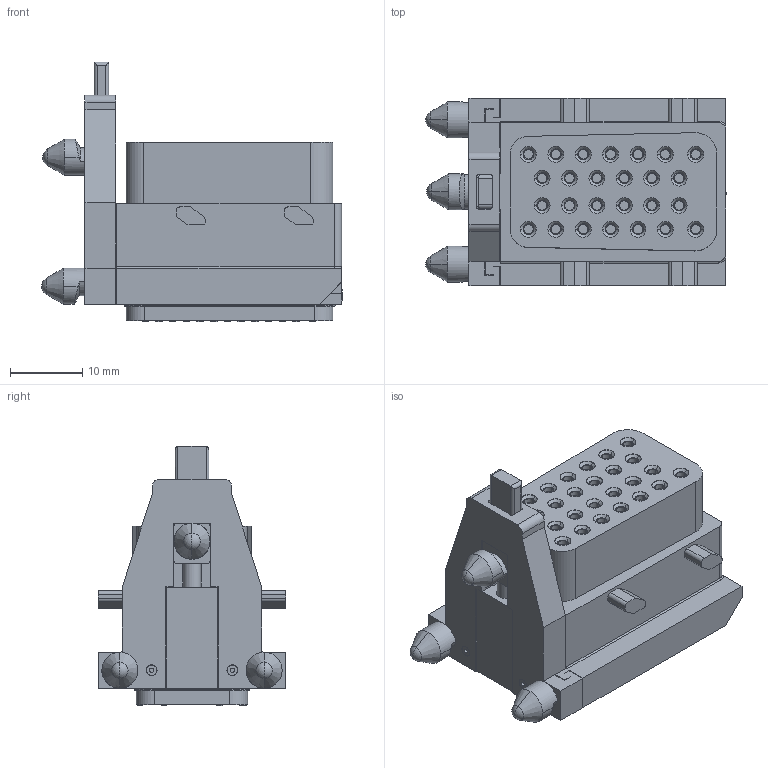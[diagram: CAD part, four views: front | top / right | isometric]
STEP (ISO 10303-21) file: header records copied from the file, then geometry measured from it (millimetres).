
FILE_DESCRIPTION((''),'2;1');
FILE_NAME('00172022000','2019-11-06T',('presta_be4'),(''),'CREO PARAMETRIC BY PTC INC, 2018360','CREO PARAMETRIC BY PTC INC, 2018360','');
FILE_SCHEMA(('CONFIG_CONTROL_DESIGN'));
Products named in the file (1): 00172022000
Bounding box: 41.7 x 26 x 36.05 mm (x, y, z)
Volume: 14566.3 mm3; surface area: 10545.1 mm2
Topology: 3 solids, 3 shells, 3160 faces, 7790 edges, 4728 vertices
Faces by surface type: plane 1590, cylinder 609, torus 578, cone 325, bspline 52, sphere 6
Entity records: 93219 total; most frequent: CARTESIAN_POINT 16842, DIRECTION 16566, ORIENTED_EDGE 15568, EDGE_CURVE 7784, AXIS2_PLACEMENT_3D 5697, VECTOR 5172, LINE 5172, VERTEX_POINT 4728
